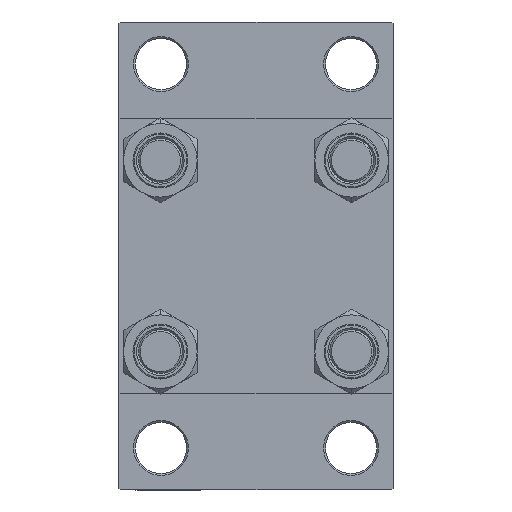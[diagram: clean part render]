
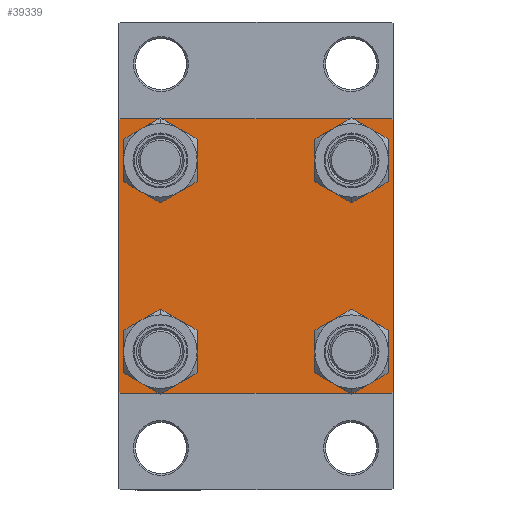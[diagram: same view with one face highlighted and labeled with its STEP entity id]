
A CAD part, left-side view. The second image highlights one B-rep face of the part: STEP entity #39339.
In plain terms, the highlighted planar face has unit normal (-1, 0, 0).
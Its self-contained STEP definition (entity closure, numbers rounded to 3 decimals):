
#494 = ORIENTED_EDGE ( 'NONE', *, *, #31419, .T. ) ;
#767 = ORIENTED_EDGE ( 'NONE', *, *, #47244, .F. ) ;
#971 = VERTEX_POINT ( 'NONE', #42001 ) ;
#988 = ORIENTED_EDGE ( 'NONE', *, *, #36419, .T. ) ;
#1323 = ORIENTED_EDGE ( 'NONE', *, *, #10627, .T. ) ;
#1541 = DIRECTION ( 'NONE',  ( 1., 0., 0. ) ) ;
#1585 = VECTOR ( 'NONE', #13329, 1000. ) ;
#2032 = EDGE_LOOP ( 'NONE', ( #988, #33476, #494, #27494, #32232, #25658, #767, #39946 ) ) ;
#2382 = VERTEX_POINT ( 'NONE', #17919 ) ;
#2567 = EDGE_CURVE ( 'NONE', #10700, #26460, #10739, .T. ) ;
#2726 = FACE_BOUND ( 'NONE', #38256, .T. ) ;
#2825 = EDGE_CURVE ( 'NONE', #2382, #16871, #12072, .T. ) ;
#3407 = VECTOR ( 'NONE', #20631, 1000. ) ;
#4269 = CIRCLE ( 'NONE', #18838, 6.5 ) ;
#5408 = ORIENTED_EDGE ( 'NONE', *, *, #31651, .T. ) ;
#6023 = AXIS2_PLACEMENT_3D ( 'NONE', #6071, #1541, #41822 ) ;
#6071 = CARTESIAN_POINT ( 'NONE',  ( 0., -26.15, 26.15 ) ) ;
#6094 = VERTEX_POINT ( 'NONE', #30517 ) ;
#6265 = EDGE_LOOP ( 'NONE', ( #5408, #25535 ) ) ;
#6330 = FACE_BOUND ( 'NONE', #13684, .T. ) ;
#6571 = CARTESIAN_POINT ( 'NONE',  ( 0., 37., 37.5 ) ) ;
#6655 = CARTESIAN_POINT ( 'NONE',  ( 0., 37.25, -37.25 ) ) ;
#8586 = AXIS2_PLACEMENT_3D ( 'NONE', #35578, #24107, #20971 ) ;
#8732 = DIRECTION ( 'NONE',  ( 1., 0., 0. ) ) ;
#8823 = VERTEX_POINT ( 'NONE', #10323 ) ;
#8869 = DIRECTION ( 'NONE',  ( 1., 0., 0. ) ) ;
#9186 = DIRECTION ( 'NONE',  ( 0., 0., -1. ) ) ;
#9498 = DIRECTION ( 'NONE',  ( 1., 0., 0. ) ) ;
#9862 = VECTOR ( 'NONE', #27147, 1000. ) ;
#9890 = CIRCLE ( 'NONE', #25248, 6.5 ) ;
#9932 = DIRECTION ( 'NONE',  ( -1., 0., 0. ) ) ;
#10149 = VECTOR ( 'NONE', #24903, 1000. ) ;
#10323 = CARTESIAN_POINT ( 'NONE',  ( 0., -26.15, -19.65 ) ) ;
#10627 = EDGE_CURVE ( 'NONE', #8823, #33344, #29266, .T. ) ;
#10700 = VERTEX_POINT ( 'NONE', #22339 ) ;
#10739 = CIRCLE ( 'NONE', #40632, 6.5 ) ;
#10751 = EDGE_CURVE ( 'NONE', #34188, #21152, #32568, .T. ) ;
#11312 = ORIENTED_EDGE ( 'NONE', *, *, #33993, .T. ) ;
#11328 = EDGE_LOOP ( 'NONE', ( #11312, #42146 ) ) ;
#12072 = LINE ( 'NONE', #26708, #34500 ) ;
#12318 = DIRECTION ( 'NONE',  ( 0., 0., 1. ) ) ;
#12505 = CARTESIAN_POINT ( 'NONE',  ( 0., 37.5, -37.5 ) ) ;
#12631 = LINE ( 'NONE', #20085, #1585 ) ;
#12781 = DIRECTION ( 'NONE',  ( 0., 0., -1. ) ) ;
#13023 = ORIENTED_EDGE ( 'NONE', *, *, #2567, .T. ) ;
#13173 = CARTESIAN_POINT ( 'NONE',  ( 0., -37.25, -37.25 ) ) ;
#13329 = DIRECTION ( 'NONE',  ( 0., 0.707, 0.707 ) ) ;
#13562 = DIRECTION ( 'NONE',  ( 0., 0., 1. ) ) ;
#13684 = EDGE_LOOP ( 'NONE', ( #13023, #42727 ) ) ;
#13792 = CARTESIAN_POINT ( 'NONE',  ( 0., 26.15, 32.65 ) ) ;
#14133 = CARTESIAN_POINT ( 'NONE',  ( 0., -37.5, -37. ) ) ;
#14314 = DIRECTION ( 'NONE',  ( 0., 0.707, -0.707 ) ) ;
#14405 = VERTEX_POINT ( 'NONE', #26291 ) ;
#16069 = VERTEX_POINT ( 'NONE', #39559 ) ;
#16712 = CIRCLE ( 'NONE', #38926, 6.5 ) ;
#16765 = EDGE_CURVE ( 'NONE', #14405, #16871, #28050, .T. ) ;
#16862 = CARTESIAN_POINT ( 'NONE',  ( 0., 37.5, 37.5 ) ) ;
#16871 = VERTEX_POINT ( 'NONE', #14133 ) ;
#16914 = CARTESIAN_POINT ( 'NONE',  ( 0., 26.15, -26.15 ) ) ;
#17907 = VECTOR ( 'NONE', #14314, 1000. ) ;
#17919 = CARTESIAN_POINT ( 'NONE',  ( 0., -37.5, 37. ) ) ;
#18018 = EDGE_CURVE ( 'NONE', #28709, #6094, #47171, .T. ) ;
#18838 = AXIS2_PLACEMENT_3D ( 'NONE', #19071, #33682, #12318 ) ;
#19071 = CARTESIAN_POINT ( 'NONE',  ( 0., 26.15, -26.15 ) ) ;
#19847 = CIRCLE ( 'NONE', #6023, 6.5 ) ;
#20085 = CARTESIAN_POINT ( 'NONE',  ( 0., -37.25, 37.25 ) ) ;
#20506 = ORIENTED_EDGE ( 'NONE', *, *, #35986, .T. ) ;
#20631 = DIRECTION ( 'NONE',  ( 0., -0.707, 0.707 ) ) ;
#20971 = DIRECTION ( 'NONE',  ( 0., 0., 1. ) ) ;
#21152 = VERTEX_POINT ( 'NONE', #26436 ) ;
#21226 = DIRECTION ( 'NONE',  ( 1., 0., 0. ) ) ;
#21316 = AXIS2_PLACEMENT_3D ( 'NONE', #23510, #8869, #13562 ) ;
#21667 = EDGE_CURVE ( 'NONE', #26460, #10700, #4269, .T. ) ;
#22339 = CARTESIAN_POINT ( 'NONE',  ( 0., 26.15, -19.65 ) ) ;
#23510 = CARTESIAN_POINT ( 'NONE',  ( 0., -26.15, 26.15 ) ) ;
#23725 = CIRCLE ( 'NONE', #21316, 6.5 ) ;
#23851 = CARTESIAN_POINT ( 'NONE',  ( 0., 26.15, -32.65 ) ) ;
#24024 = CARTESIAN_POINT ( 'NONE',  ( 0., 37.5, -37. ) ) ;
#24107 = DIRECTION ( 'NONE',  ( 1., 0., 0. ) ) ;
#24539 = LINE ( 'NONE', #16862, #32911 ) ;
#24814 = FACE_BOUND ( 'NONE', #6265, .T. ) ;
#24903 = DIRECTION ( 'NONE',  ( 0., -0.707, -0.707 ) ) ;
#25248 = AXIS2_PLACEMENT_3D ( 'NONE', #39449, #9498, #42342 ) ;
#25535 = ORIENTED_EDGE ( 'NONE', *, *, #34743, .T. ) ;
#25658 = ORIENTED_EDGE ( 'NONE', *, *, #38252, .T. ) ;
#25870 = VERTEX_POINT ( 'NONE', #26897 ) ;
#26291 = CARTESIAN_POINT ( 'NONE',  ( 0., -37., -37.5 ) ) ;
#26436 = CARTESIAN_POINT ( 'NONE',  ( 0., 37., -37.5 ) ) ;
#26460 = VERTEX_POINT ( 'NONE', #23851 ) ;
#26659 = CARTESIAN_POINT ( 'NONE',  ( 0., -26.15, -32.65 ) ) ;
#26708 = CARTESIAN_POINT ( 'NONE',  ( 0., -37.5, 37.5 ) ) ;
#26897 = CARTESIAN_POINT ( 'NONE',  ( 0., -26.15, 19.65 ) ) ;
#27147 = DIRECTION ( 'NONE',  ( 0., -1., 0. ) ) ;
#27494 = ORIENTED_EDGE ( 'NONE', *, *, #16765, .T. ) ;
#28050 = LINE ( 'NONE', #13173, #3407 ) ;
#28709 = VERTEX_POINT ( 'NONE', #6571 ) ;
#28956 = DIRECTION ( 'NONE',  ( 1., 0., 0. ) ) ;
#29266 = CIRCLE ( 'NONE', #8586, 6.5 ) ;
#29965 = AXIS2_PLACEMENT_3D ( 'NONE', #43483, #9932, #46608 ) ;
#30517 = CARTESIAN_POINT ( 'NONE',  ( 0., 37.5, 37. ) ) ;
#30850 = VERTEX_POINT ( 'NONE', #13792 ) ;
#31419 = EDGE_CURVE ( 'NONE', #21152, #14405, #45348, .T. ) ;
#31629 = CARTESIAN_POINT ( 'NONE',  ( 0., 37.5, 37.5 ) ) ;
#31651 = EDGE_CURVE ( 'NONE', #971, #25870, #23725, .T. ) ;
#32232 = ORIENTED_EDGE ( 'NONE', *, *, #2825, .F. ) ;
#32568 = LINE ( 'NONE', #6655, #10149 ) ;
#32786 = CARTESIAN_POINT ( 'NONE',  ( 0., 37.25, 37.25 ) ) ;
#32911 = VECTOR ( 'NONE', #12781, 1000. ) ;
#33029 = DIRECTION ( 'NONE',  ( 0., 0., 1. ) ) ;
#33144 = VECTOR ( 'NONE', #38823, 1000. ) ;
#33344 = VERTEX_POINT ( 'NONE', #26659 ) ;
#33450 = EDGE_CURVE ( 'NONE', #46771, #30850, #16712, .T. ) ;
#33476 = ORIENTED_EDGE ( 'NONE', *, *, #10751, .T. ) ;
#33682 = DIRECTION ( 'NONE',  ( 1., 0., 0. ) ) ;
#33993 = EDGE_CURVE ( 'NONE', #30850, #46771, #37438, .T. ) ;
#34188 = VERTEX_POINT ( 'NONE', #24024 ) ;
#34500 = VECTOR ( 'NONE', #9186, 1000. ) ;
#34743 = EDGE_CURVE ( 'NONE', #25870, #971, #19847, .T. ) ;
#34986 = LINE ( 'NONE', #31629, #33144 ) ;
#35578 = CARTESIAN_POINT ( 'NONE',  ( 0., -26.15, -26.15 ) ) ;
#35986 = EDGE_CURVE ( 'NONE', #33344, #8823, #9890, .T. ) ;
#36419 = EDGE_CURVE ( 'NONE', #6094, #34188, #24539, .T. ) ;
#36626 = CARTESIAN_POINT ( 'NONE',  ( 0., 26.15, 26.15 ) ) ;
#36672 = AXIS2_PLACEMENT_3D ( 'NONE', #41574, #8732, #37996 ) ;
#36701 = CARTESIAN_POINT ( 'NONE',  ( 0., 26.15, 19.65 ) ) ;
#37438 = CIRCLE ( 'NONE', #36672, 6.5 ) ;
#37996 = DIRECTION ( 'NONE',  ( 0., 0., 1. ) ) ;
#38252 = EDGE_CURVE ( 'NONE', #2382, #16069, #12631, .T. ) ;
#38256 = EDGE_LOOP ( 'NONE', ( #1323, #20506 ) ) ;
#38823 = DIRECTION ( 'NONE',  ( 0., -1., 0. ) ) ;
#38926 = AXIS2_PLACEMENT_3D ( 'NONE', #36626, #28956, #33029 ) ;
#39339 = ADVANCED_FACE ( 'NONE', ( #24814, #2726, #6330, #39425, #39897 ), #46856, .T. ) ;
#39425 = FACE_BOUND ( 'NONE', #11328, .T. ) ;
#39449 = CARTESIAN_POINT ( 'NONE',  ( 0., -26.15, -26.15 ) ) ;
#39559 = CARTESIAN_POINT ( 'NONE',  ( 0., -37., 37.5 ) ) ;
#39897 = FACE_OUTER_BOUND ( 'NONE', #2032, .T. ) ;
#39946 = ORIENTED_EDGE ( 'NONE', *, *, #18018, .T. ) ;
#40632 = AXIS2_PLACEMENT_3D ( 'NONE', #16914, #21226, #46870 ) ;
#41574 = CARTESIAN_POINT ( 'NONE',  ( 0., 26.15, 26.15 ) ) ;
#41822 = DIRECTION ( 'NONE',  ( 0., 0., 1. ) ) ;
#42001 = CARTESIAN_POINT ( 'NONE',  ( 0., -26.15, 32.65 ) ) ;
#42146 = ORIENTED_EDGE ( 'NONE', *, *, #33450, .T. ) ;
#42342 = DIRECTION ( 'NONE',  ( 0., 0., 1. ) ) ;
#42727 = ORIENTED_EDGE ( 'NONE', *, *, #21667, .T. ) ;
#43483 = CARTESIAN_POINT ( 'NONE',  ( 0., 0., 0. ) ) ;
#45348 = LINE ( 'NONE', #12505, #9862 ) ;
#46608 = DIRECTION ( 'NONE',  ( 0., 0., 1. ) ) ;
#46771 = VERTEX_POINT ( 'NONE', #36701 ) ;
#46856 = PLANE ( 'NONE',  #29965 ) ;
#46870 = DIRECTION ( 'NONE',  ( 0., 0., 1. ) ) ;
#47171 = LINE ( 'NONE', #32786, #17907 ) ;
#47244 = EDGE_CURVE ( 'NONE', #28709, #16069, #34986, .T. ) ;
